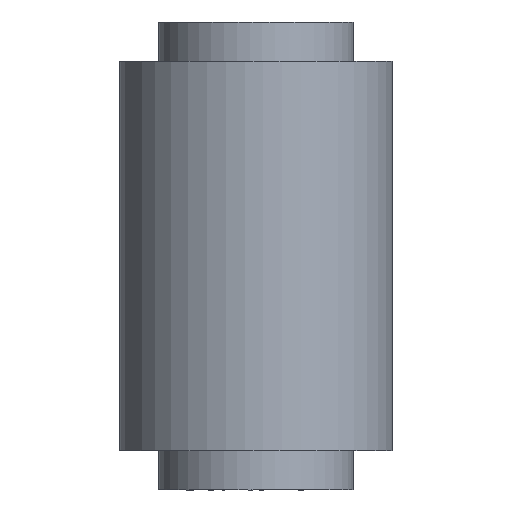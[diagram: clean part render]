
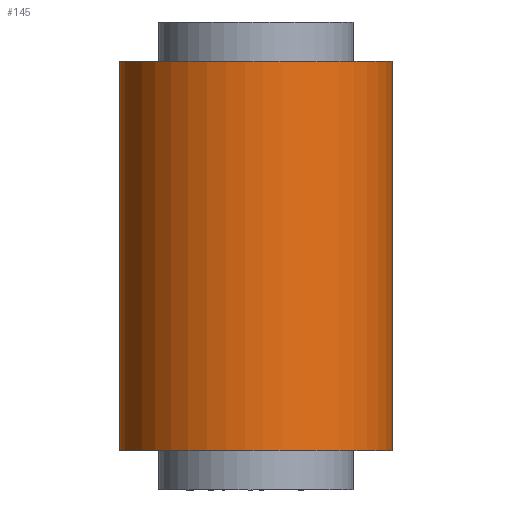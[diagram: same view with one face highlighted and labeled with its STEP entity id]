
A CAD part, front view. The second image highlights one B-rep face of the part: STEP entity #145.
In plain terms, the highlighted free-form (B-spline) face has degree [2, 1] with [5, 2] control points.
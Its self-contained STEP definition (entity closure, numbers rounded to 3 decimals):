
#22 = VERTEX_POINT('',#23);
#23 = CARTESIAN_POINT('',(289.699,0.,
    4055.783));
#24 = VERTEX_POINT('',#25);
#25 = CARTESIAN_POINT('',(-289.699,0.,4055.783));
#33 = EDGE_CURVE('',#22,#34,#36,.T.);
#34 = VERTEX_POINT('',#35);
#35 = CARTESIAN_POINT('',(289.699,0.,
    3228.072));
#36 = B_SPLINE_CURVE_WITH_KNOTS('',1,(#37,#38),.UNSPECIFIED.,.F.,.F.,(2,
    2),(0.,1000.),.PIECEWISE_BEZIER_KNOTS.);
#37 = CARTESIAN_POINT('',(289.699,0.,
    4055.783));
#38 = CARTESIAN_POINT('',(289.699,0.,
    3228.072));
#41 = VERTEX_POINT('',#42);
#42 = CARTESIAN_POINT('',(-289.699,0.,3228.072));
#50 = EDGE_CURVE('',#24,#41,#51,.T.);
#51 = B_SPLINE_CURVE_WITH_KNOTS('',1,(#52,#53),.UNSPECIFIED.,.F.,.F.,(2,
    2),(0.,1000.),.PIECEWISE_BEZIER_KNOTS.);
#52 = CARTESIAN_POINT('',(-289.699,0.,4055.783));
#53 = CARTESIAN_POINT('',(-289.699,0.,3228.072));
#145 = ADVANCED_FACE('',(#146),#166,.T.);
#146 = FACE_BOUND('',#147,.T.);
#147 = EDGE_LOOP('',(#148,#149,#157,#158));
#148 = ORIENTED_EDGE('',*,*,#33,.F.);
#149 = ORIENTED_EDGE('',*,*,#150,.F.);
#150 = EDGE_CURVE('',#24,#22,#151,.T.);
#151 = ( BOUNDED_CURVE() B_SPLINE_CURVE(2,(#152,#153,#154,#155,#156),
.UNSPECIFIED.,.F.,.F.) B_SPLINE_CURVE_WITH_KNOTS((3,2,3),(3.142,
4.712,6.283),.PIECEWISE_BEZIER_KNOTS.) CURVE() 
GEOMETRIC_REPRESENTATION_ITEM() RATIONAL_B_SPLINE_CURVE((1.,
0.707,1.,0.707,1.)) REPRESENTATION_ITEM('') );
#152 = CARTESIAN_POINT('',(-289.699,0.,
    4055.783));
#153 = CARTESIAN_POINT('',(-289.699,-289.699,
    4055.783));
#154 = CARTESIAN_POINT('',(0.,-289.699,
    4055.783));
#155 = CARTESIAN_POINT('',(289.699,-289.699,
    4055.783));
#156 = CARTESIAN_POINT('',(289.699,0.,
    4055.783));
#157 = ORIENTED_EDGE('',*,*,#50,.T.);
#158 = ORIENTED_EDGE('',*,*,#159,.T.);
#159 = EDGE_CURVE('',#41,#34,#160,.T.);
#160 = ( BOUNDED_CURVE() B_SPLINE_CURVE(2,(#161,#162,#163,#164,#165),
.UNSPECIFIED.,.F.,.F.) B_SPLINE_CURVE_WITH_KNOTS((3,2,3),(3.142,
4.712,6.283),.PIECEWISE_BEZIER_KNOTS.) CURVE() 
GEOMETRIC_REPRESENTATION_ITEM() RATIONAL_B_SPLINE_CURVE((1.,
0.707,1.,0.707,1.)) REPRESENTATION_ITEM('') );
#161 = CARTESIAN_POINT('',(-289.699,0.,
    3228.072));
#162 = CARTESIAN_POINT('',(-289.699,-289.699,
    3228.072));
#163 = CARTESIAN_POINT('',(0.,-289.699,
    3228.072));
#164 = CARTESIAN_POINT('',(289.699,-289.699,
    3228.072));
#165 = CARTESIAN_POINT('',(289.699,0.,
    3228.072));
#166 = ( BOUNDED_SURFACE() B_SPLINE_SURFACE(2,1,(
    (#167,#168)
    ,(#169,#170)
    ,(#171,#172)
    ,(#173,#174)
,(#175,#176
    )),.UNSPECIFIED.,.F.,.F.,.F.) B_SPLINE_SURFACE_WITH_KNOTS((3,2,3),(2
    ,2),(3.142,4.712,6.283),(0.,1000.),
.PIECEWISE_BEZIER_KNOTS.) GEOMETRIC_REPRESENTATION_ITEM() 
RATIONAL_B_SPLINE_SURFACE((
    (1.,1.)
    ,(0.707,0.707)
    ,(1.,1.)
    ,(0.707,0.707)
,(1.,1.))) REPRESENTATION_ITEM('') SURFACE() );
#167 = CARTESIAN_POINT('',(289.699,0.,
    4055.783));
#168 = CARTESIAN_POINT('',(289.699,0.,
    3228.072));
#169 = CARTESIAN_POINT('',(289.699,-289.699,
    4055.783));
#170 = CARTESIAN_POINT('',(289.699,-289.699,
    3228.072));
#171 = CARTESIAN_POINT('',(0.,-289.699,
    4055.783));
#172 = CARTESIAN_POINT('',(0.,-289.699,
    3228.072));
#173 = CARTESIAN_POINT('',(-289.699,-289.699,
    4055.783));
#174 = CARTESIAN_POINT('',(-289.699,-289.699,
    3228.072));
#175 = CARTESIAN_POINT('',(-289.699,0.,
    4055.783));
#176 = CARTESIAN_POINT('',(-289.699,0.,
    3228.072));
